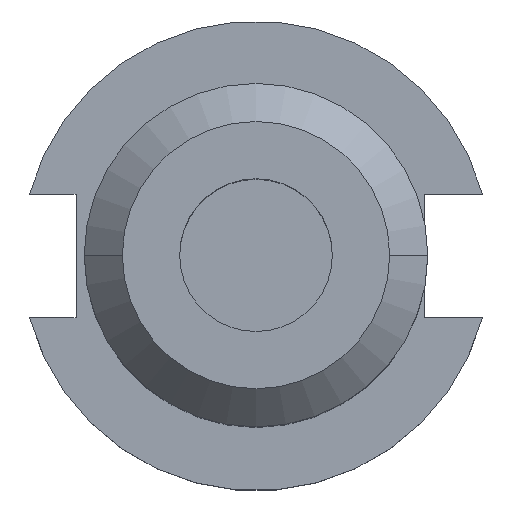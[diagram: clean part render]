
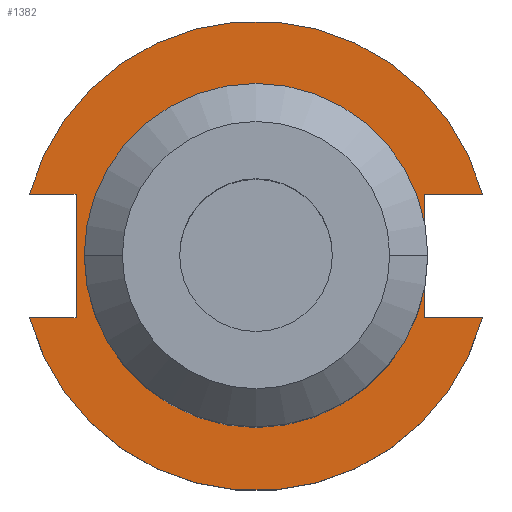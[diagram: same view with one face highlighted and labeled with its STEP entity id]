
A CAD part, top view. The second image highlights one B-rep face of the part: STEP entity #1382.
In plain terms, the highlighted planar face has unit normal (0, 0, 1).
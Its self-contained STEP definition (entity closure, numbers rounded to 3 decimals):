
#56 = AXIS2_PLACEMENT_3D ( 'NONE', #550, #1435, #677 ) ;
#111 = VECTOR ( 'NONE', #1056, 1000. ) ;
#153 = EDGE_LOOP ( 'NONE', ( #585, #1621 ) ) ;
#225 = ORIENTED_EDGE ( 'NONE', *, *, #1506, .T. ) ;
#234 = VECTOR ( 'NONE', #1386, 1000. ) ;
#254 = VERTEX_POINT ( 'NONE', #1350 ) ;
#261 = FACE_OUTER_BOUND ( 'NONE', #1267, .T. ) ;
#282 = ORIENTED_EDGE ( 'NONE', *, *, #358, .T. ) ;
#291 = DIRECTION ( 'NONE',  ( -1., 0., 0. ) ) ;
#312 = CARTESIAN_POINT ( 'NONE',  ( 0., 0., 19.05 ) ) ;
#321 = CARTESIAN_POINT ( 'NONE',  ( 0., 0., 19.05 ) ) ;
#334 = ORIENTED_EDGE ( 'NONE', *, *, #460, .F. ) ;
#358 = EDGE_CURVE ( 'NONE', #1040, #735, #438, .T. ) ;
#371 = CARTESIAN_POINT ( 'NONE',  ( 35.306, -12.954, 19.05 ) ) ;
#398 = VECTOR ( 'NONE', #942, 1000. ) ;
#400 = DIRECTION ( 'NONE',  ( 0., 0., 1. ) ) ;
#411 = DIRECTION ( 'NONE',  ( -1., 0., 0. ) ) ;
#431 = CARTESIAN_POINT ( 'NONE',  ( 35.306, 12.954, 19.05 ) ) ;
#438 = CIRCLE ( 'NONE', #1192, 49.212 ) ;
#443 = AXIS2_PLACEMENT_3D ( 'NONE', #321, #1468, #1460 ) ;
#446 = DIRECTION ( 'NONE',  ( 1., 0., 0. ) ) ;
#448 = EDGE_CURVE ( 'NONE', #474, #1278, #948, .T. ) ;
#449 = LINE ( 'NONE', #431, #111 ) ;
#460 = EDGE_CURVE ( 'NONE', #254, #1210, #575, .T. ) ;
#462 = CARTESIAN_POINT ( 'NONE',  ( -47.477, -12.954, 19.05 ) ) ;
#474 = VERTEX_POINT ( 'NONE', #630 ) ;
#486 = EDGE_CURVE ( 'NONE', #990, #888, #1580, .T. ) ;
#499 = CIRCLE ( 'NONE', #443, 34.925 ) ;
#525 = CARTESIAN_POINT ( 'NONE',  ( 0., 0., 19.05 ) ) ;
#546 = CARTESIAN_POINT ( 'NONE',  ( 35.306, 12.954, 19.05 ) ) ;
#550 = CARTESIAN_POINT ( 'NONE',  ( 0., 49.212, 19.05 ) ) ;
#565 = EDGE_CURVE ( 'NONE', #1147, #254, #449, .T. ) ;
#575 = LINE ( 'NONE', #371, #234 ) ;
#585 = ORIENTED_EDGE ( 'NONE', *, *, #448, .F. ) ;
#605 = VECTOR ( 'NONE', #411, 1000. ) ;
#630 = CARTESIAN_POINT ( 'NONE',  ( 34.925, 0., 19.05 ) ) ;
#670 = CARTESIAN_POINT ( 'NONE',  ( -37.719, 12.954, 19.05 ) ) ;
#677 = DIRECTION ( 'NONE',  ( 1., 0., 0. ) ) ;
#681 = ORIENTED_EDGE ( 'NONE', *, *, #486, .F. ) ;
#695 = CIRCLE ( 'NONE', #1075, 49.212 ) ;
#735 = VERTEX_POINT ( 'NONE', #1516 ) ;
#747 = CARTESIAN_POINT ( 'NONE',  ( -63.719, -12.954, 19.05 ) ) ;
#751 = CARTESIAN_POINT ( 'NONE',  ( 0., 0., 19.05 ) ) ;
#773 = EDGE_CURVE ( 'NONE', #791, #735, #1134, .T. ) ;
#781 = LINE ( 'NONE', #1073, #398 ) ;
#791 = VERTEX_POINT ( 'NONE', #670 ) ;
#811 = CARTESIAN_POINT ( 'NONE',  ( 47.477, 12.954, 19.05 ) ) ;
#838 = CARTESIAN_POINT ( 'NONE',  ( 47.477, -12.954, 19.05 ) ) ;
#888 = VERTEX_POINT ( 'NONE', #1539 ) ;
#896 = CARTESIAN_POINT ( 'NONE',  ( -34.925, 0., 19.05 ) ) ;
#912 = VECTOR ( 'NONE', #1346, 1000. ) ;
#937 = LINE ( 'NONE', #546, #605 ) ;
#942 = DIRECTION ( 'NONE',  ( 0., 1., 0. ) ) ;
#948 = CIRCLE ( 'NONE', #1048, 34.925 ) ;
#990 = VERTEX_POINT ( 'NONE', #462 ) ;
#1001 = EDGE_CURVE ( 'NONE', #1278, #474, #499, .T. ) ;
#1040 = VERTEX_POINT ( 'NONE', #811 ) ;
#1048 = AXIS2_PLACEMENT_3D ( 'NONE', #751, #1633, #1508 ) ;
#1056 = DIRECTION ( 'NONE',  ( 0., -1., 0. ) ) ;
#1058 = PLANE ( 'NONE',  #56 ) ;
#1073 = CARTESIAN_POINT ( 'NONE',  ( -37.719, 12.954, 19.05 ) ) ;
#1075 = AXIS2_PLACEMENT_3D ( 'NONE', #312, #1200, #446 ) ;
#1099 = ORIENTED_EDGE ( 'NONE', *, *, #1321, .F. ) ;
#1100 = VECTOR ( 'NONE', #291, 1000. ) ;
#1134 = LINE ( 'NONE', #1162, #1100 ) ;
#1147 = VERTEX_POINT ( 'NONE', #1378 ) ;
#1162 = CARTESIAN_POINT ( 'NONE',  ( -63.719, 12.954, 19.05 ) ) ;
#1192 = AXIS2_PLACEMENT_3D ( 'NONE', #525, #400, #1409 ) ;
#1200 = DIRECTION ( 'NONE',  ( 0., 0., 1. ) ) ;
#1210 = VERTEX_POINT ( 'NONE', #838 ) ;
#1267 = EDGE_LOOP ( 'NONE', ( #225, #334, #1504, #1099, #282, #1556, #1371, #681 ) ) ;
#1278 = VERTEX_POINT ( 'NONE', #896 ) ;
#1321 = EDGE_CURVE ( 'NONE', #1040, #1147, #937, .T. ) ;
#1346 = DIRECTION ( 'NONE',  ( 1., 0., 0. ) ) ;
#1350 = CARTESIAN_POINT ( 'NONE',  ( 35.306, -12.954, 19.05 ) ) ;
#1371 = ORIENTED_EDGE ( 'NONE', *, *, #1450, .F. ) ;
#1378 = CARTESIAN_POINT ( 'NONE',  ( 35.306, 12.954, 19.05 ) ) ;
#1382 = ADVANCED_FACE ( 'NONE', ( #1527, #261 ), #1058, .T. ) ;
#1386 = DIRECTION ( 'NONE',  ( 1., 0., 0. ) ) ;
#1409 = DIRECTION ( 'NONE',  ( 1., 0., 0. ) ) ;
#1435 = DIRECTION ( 'NONE',  ( 0., 0., 1. ) ) ;
#1450 = EDGE_CURVE ( 'NONE', #888, #791, #781, .T. ) ;
#1460 = DIRECTION ( 'NONE',  ( 1., 0., 0. ) ) ;
#1468 = DIRECTION ( 'NONE',  ( 0., 0., 1. ) ) ;
#1504 = ORIENTED_EDGE ( 'NONE', *, *, #565, .F. ) ;
#1506 = EDGE_CURVE ( 'NONE', #990, #1210, #695, .T. ) ;
#1508 = DIRECTION ( 'NONE',  ( 1., 0., 0. ) ) ;
#1516 = CARTESIAN_POINT ( 'NONE',  ( -47.477, 12.954, 19.05 ) ) ;
#1527 = FACE_BOUND ( 'NONE', #153, .T. ) ;
#1539 = CARTESIAN_POINT ( 'NONE',  ( -37.719, -12.954, 19.05 ) ) ;
#1556 = ORIENTED_EDGE ( 'NONE', *, *, #773, .F. ) ;
#1580 = LINE ( 'NONE', #747, #912 ) ;
#1621 = ORIENTED_EDGE ( 'NONE', *, *, #1001, .F. ) ;
#1633 = DIRECTION ( 'NONE',  ( 0., 0., 1. ) ) ;
